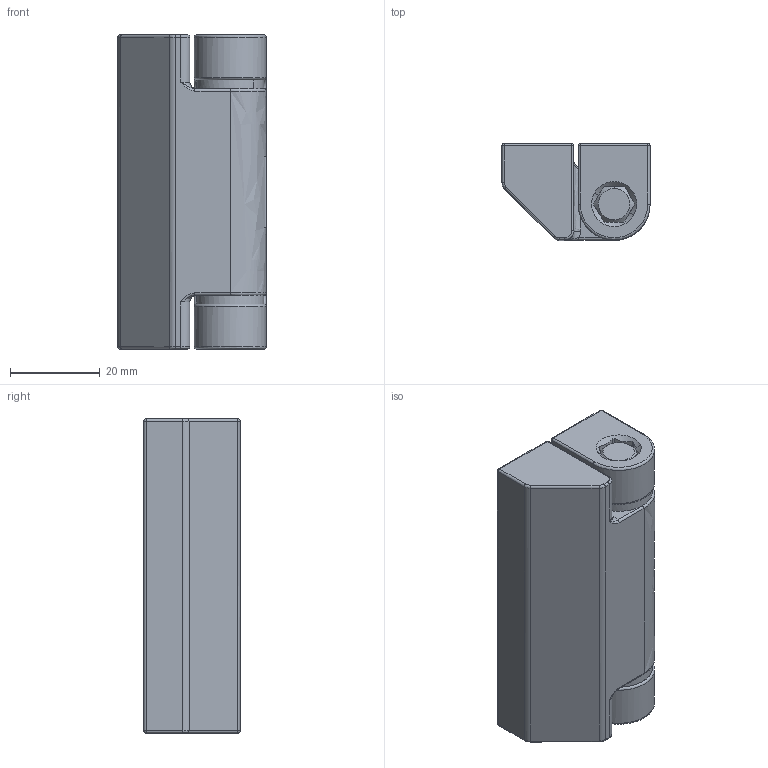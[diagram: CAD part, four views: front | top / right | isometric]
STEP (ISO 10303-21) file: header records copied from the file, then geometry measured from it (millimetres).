
FILE_DESCRIPTION((''),'2;1');
FILE_NAME('','2013-06-19T10:26:57',(''),(''),'','CADfix','');
FILE_SCHEMA(('AUTOMOTIVE_DESIGN { 1 0 10303 214 1 1 1 1 }'));
Length unit declared in the file: millimetre
Bounding box: 33 x 21.5 x 70 mm (x, y, z)
Volume: 32686.6 mm3; surface area: 16995 mm2
Topology: 4 solids, 4 shells, 255 faces, 692 edges, 458 vertices
Faces by surface type: bspline 255
Entity records: 9135 total; most frequent: CARTESIAN_POINT 5281, ORIENTED_EDGE 1376, EDGE_CURVE 688, VERTEX_POINT 458, QUASI_UNIFORM_CURVE 290, EDGE_LOOP 278, FACE_OUTER_BOUND 255, ADVANCED_FACE 255
